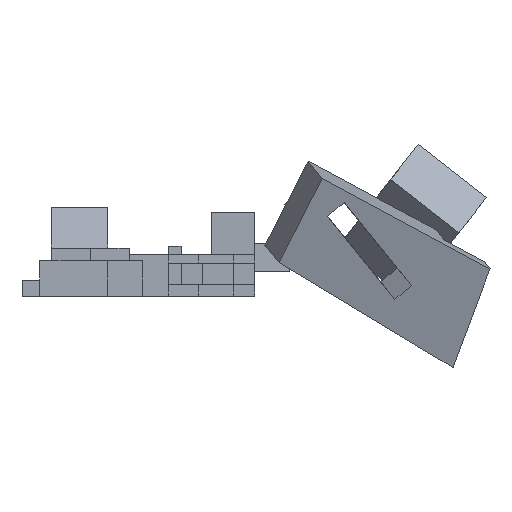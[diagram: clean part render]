
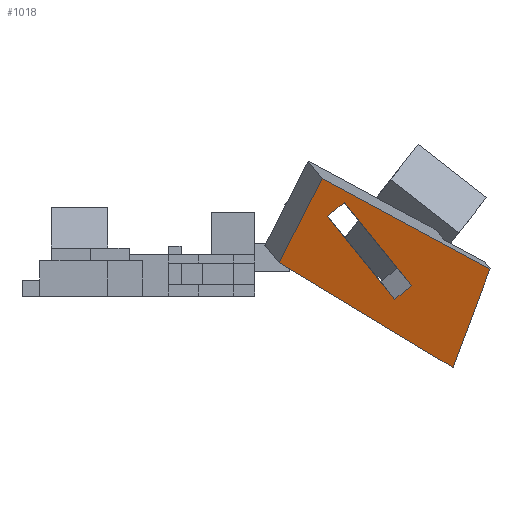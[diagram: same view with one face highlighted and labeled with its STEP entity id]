
A CAD part, left-side view. The second image highlights one B-rep face of the part: STEP entity #1018.
In plain terms, the highlighted planar face has unit normal (-0.883, -0.295, -0.365).
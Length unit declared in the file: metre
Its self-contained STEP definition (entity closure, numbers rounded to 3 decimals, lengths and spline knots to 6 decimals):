
#1018=ADVANCED_FACE('1:3645',(#1263,#1264),#1265,.F.);
#1263=FACE_OUTER_BOUND('',#1664,.T.);
#1264=FACE_BOUND('',#1665,.T.);
#1265=PLANE('',#1666);
#1664=EDGE_LOOP('',(#2096,#2097,#2098,#2099));
#1665=EDGE_LOOP('',(#2100,#2101,#2102,#2103));
#1666=AXIS2_PLACEMENT_3D('',#2104,#2105,#2106);
#2096=ORIENTED_EDGE('',*,*,#3407,.F.);
#2097=ORIENTED_EDGE('',*,*,#3408,.F.);
#2098=ORIENTED_EDGE('',*,*,#3409,.F.);
#2099=ORIENTED_EDGE('',*,*,#3410,.T.);
#2100=ORIENTED_EDGE('',*,*,#3387,.F.);
#2101=ORIENTED_EDGE('',*,*,#3395,.F.);
#2102=ORIENTED_EDGE('',*,*,#3391,.F.);
#2103=ORIENTED_EDGE('',*,*,#3397,.F.);
#2104=CARTESIAN_POINT('',(-0.013155,-0.016763,-0.025444));
#2105=DIRECTION('',(0.883,0.295,0.365));
#2106=DIRECTION('',(0.469,-0.556,-0.686));
#3387=EDGE_CURVE('2:39803',#3794,#3795,#3796,.T.);
#3391=EDGE_CURVE('2:39800',#3802,#3803,#3804,.T.);
#3395=EDGE_CURVE('2:39797',#3803,#3794,#3810,.T.);
#3397=EDGE_CURVE('2:39794',#3795,#3802,#3812,.T.);
#3407=EDGE_CURVE('1:3681',#3828,#3829,#3830,.T.);
#3408=EDGE_CURVE('1:3654',#3831,#3828,#3832,.T.);
#3409=EDGE_CURVE('1:9588',#3833,#3831,#3834,.T.);
#3410=EDGE_CURVE('1:3675',#3833,#3829,#3835,.T.);
#3794=VERTEX_POINT('',#4425);
#3795=VERTEX_POINT('',#4426);
#3796=LINE('',#4427,#4428);
#3802=VERTEX_POINT('',#4437);
#3803=VERTEX_POINT('',#4438);
#3804=LINE('',#4439,#4440);
#3810=LINE('',#4449,#4450);
#3812=LINE('',#4453,#4454);
#3828=VERTEX_POINT('',#4479);
#3829=VERTEX_POINT('',#4480);
#3830=LINE('',#4481,#4482);
#3831=VERTEX_POINT('',#4483);
#3832=LINE('',#4484,#4485);
#3833=VERTEX_POINT('',#4486);
#3834=LINE('',#4487,#4488);
#3835=LINE('',#4489,#4490);
#4425=CARTESIAN_POINT('',(-0.027943,-0.030709,0.021637));
#4426=CARTESIAN_POINT('',(-0.027943,-0.026823,0.018491));
#4427=CARTESIAN_POINT('',(-0.027943,-0.014013,0.008117));
#4428=VECTOR('',#5427,1.0);
#4437=CARTESIAN_POINT('',(-0.014798,-0.042382,-0.000722));
#4438=CARTESIAN_POINT('',(-0.014798,-0.046267,0.002424));
#4439=CARTESIAN_POINT('',(-0.014798,-0.027434,-0.012826));
#4440=VECTOR('',#5431,1.0);
#4449=CARTESIAN_POINT('',(-0.017263,-0.04335,0.006027));
#4450=VECTOR('',#5435,1.0);
#4453=CARTESIAN_POINT('',(-0.017263,-0.039464,0.00288));
#4454=VECTOR('',#5437,1.0);
#4479=CARTESIAN_POINT('',(-0.010338,-0.064394,0.00631));
#4480=CARTESIAN_POINT('',(-0.003765,-0.055853,-0.016512));
#4481=CARTESIAN_POINT('',(-0.010338,-0.064394,0.00631));
#4482=VECTOR('',#5447,1.0);
#4483=CARTESIAN_POINT('',(-0.031934,-0.025623,0.027176));
#4484=CARTESIAN_POINT('',(-0.015502,-0.055123,0.0113));
#4485=VECTOR('',#5448,1.0);
#4486=CARTESIAN_POINT('',(-0.027239,-0.015636,0.007728));
#4487=CARTESIAN_POINT('',(-0.027239,-0.015636,0.007728));
#4488=VECTOR('',#5449,1.0);
#4489=CARTESIAN_POINT('',(-0.007991,-0.048614,-0.012149));
#4490=VECTOR('',#5450,1.0);
#5427=DIRECTION('',(0.,0.777,-0.629));
#5431=DIRECTION('',(0.,-0.777,0.629));
#5435=DIRECTION('',(-0.469,0.556,0.686));
#5437=DIRECTION('',(0.469,-0.556,-0.686));
#5447=DIRECTION('',(0.26,0.338,-0.904));
#5448=DIRECTION('',(0.44,-0.791,-0.425));
#5449=DIRECTION('',(-0.21,-0.447,0.87));
#5450=DIRECTION('',(0.447,-0.766,-0.462));
